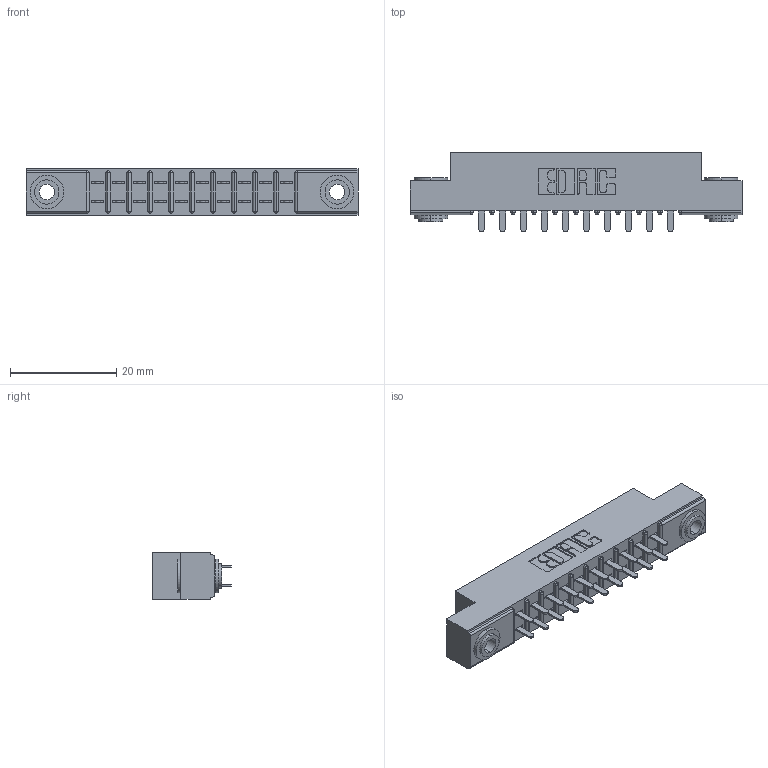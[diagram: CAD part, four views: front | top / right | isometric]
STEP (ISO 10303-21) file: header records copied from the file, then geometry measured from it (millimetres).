
FILE_DESCRIPTION (( 'STEP AP203' ), '1' );
FILE_NAME ('355-020-521-503.STEP', '2019-09-11T03:26:17', ( '' ), ( '' ), 'SwSTEP 2.0', 'SolidWorks 2016', '' );
FILE_SCHEMA (( 'CONFIG_CONTROL_DESIGN' ));
Length unit declared in the file: inch
Products named in the file (4): 355-020-521-503; 305 Part_.156 Dia; 305-290-001_521; 345-250-002_345-250-002-102
Assembly tree (23 placements, depth 2):
  355-020-521-503
    305 Part_.156 Dia
    305-290-001_521  x20
    345-250-002_345-250-002-102  x2
Bounding box: 62.64 x 14.86 x 8.71 mm (x, y, z)
Volume: 3783.6 mm3; surface area: 6933 mm2
Topology: 23 solids, 23 shells, 1088 faces, 3058 edges, 1980 vertices
Faces by surface type: plane 632, cylinder 408, sphere 40, cone 8
Entity records: 15668 total; most frequent: CARTESIAN_POINT 2573, ORIENTED_EDGE 2540, DIRECTION 2530, EDGE_CURVE 1270, VECTOR 984, LINE 984, VERTEX_POINT 816, AXIS2_PLACEMENT_3D 773
